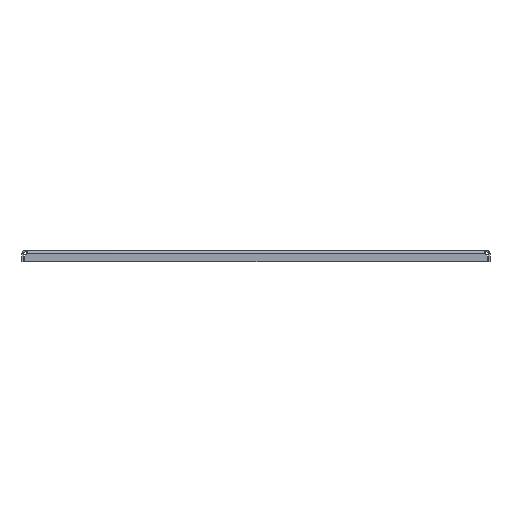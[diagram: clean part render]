
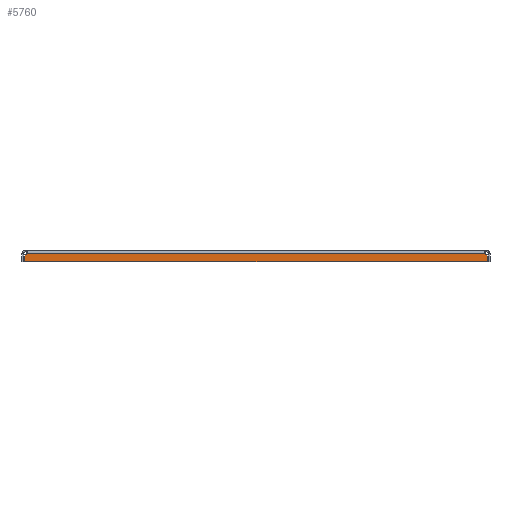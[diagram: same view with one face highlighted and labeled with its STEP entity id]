
A CAD part, left-side view. The second image highlights one B-rep face of the part: STEP entity #5760.
In plain terms, the highlighted planar face has unit normal (-1, 0, 0).
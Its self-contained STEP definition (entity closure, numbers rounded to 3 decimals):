
#406=PLANE('',#6176);
#648=FACE_OUTER_BOUND('',#910,.T.);
#910=EDGE_LOOP('',(#4836,#4837,#4838,#4839,#4840,#4841));
#1704=LINE('',#9410,#2292);
#1705=LINE('',#9414,#2293);
#1706=LINE('',#9416,#2294);
#1707=LINE('',#9417,#2295);
#2292=VECTOR('',#7560,10.);
#2293=VECTOR('',#7563,10.);
#2294=VECTOR('',#7564,10.);
#2295=VECTOR('',#7565,10.);
#2465=CIRCLE('',#6173,3.);
#2467=CIRCLE('',#6177,3.);
#2995=VERTEX_POINT('',#9383);
#2996=VERTEX_POINT('',#9385);
#3001=VERTEX_POINT('',#9409);
#3002=VERTEX_POINT('',#9411);
#3003=VERTEX_POINT('',#9413);
#3004=VERTEX_POINT('',#9415);
#3761=EDGE_CURVE('',#2996,#2995,#2465,.T.);
#3768=EDGE_CURVE('',#2995,#3001,#1704,.T.);
#3769=EDGE_CURVE('',#3001,#3002,#2467,.T.);
#3770=EDGE_CURVE('',#3002,#3003,#1705,.T.);
#3771=EDGE_CURVE('',#3003,#3004,#1706,.T.);
#3772=EDGE_CURVE('',#3004,#2996,#1707,.T.);
#4836=ORIENTED_EDGE('',*,*,#3768,.T.);
#4837=ORIENTED_EDGE('',*,*,#3769,.T.);
#4838=ORIENTED_EDGE('',*,*,#3770,.T.);
#4839=ORIENTED_EDGE('',*,*,#3771,.T.);
#4840=ORIENTED_EDGE('',*,*,#3772,.T.);
#4841=ORIENTED_EDGE('',*,*,#3761,.T.);
#5760=ADVANCED_FACE('',(#648),#406,.T.);
#6173=AXIS2_PLACEMENT_3D('',#9386,#7549,#7550);
#6176=AXIS2_PLACEMENT_3D('',#9408,#7558,#7559);
#6177=AXIS2_PLACEMENT_3D('',#9412,#7561,#7562);
#7549=DIRECTION('center_axis',(1.,0.,0.));
#7550=DIRECTION('ref_axis',(0.,0.,-1.));
#7558=DIRECTION('center_axis',(-1.,0.,0.));
#7559=DIRECTION('ref_axis',(0.,0.,1.));
#7560=DIRECTION('',(0.,1.,0.));
#7561=DIRECTION('center_axis',(1.,0.,0.));
#7562=DIRECTION('ref_axis',(0.,0.,-1.));
#7563=DIRECTION('',(0.,0.,-1.));
#7564=DIRECTION('',(0.,-1.,0.));
#7565=DIRECTION('',(0.,0.,1.));
#9383=CARTESIAN_POINT('',(-225.,-196.222,-1.5));
#9385=CARTESIAN_POINT('',(-225.,-197.439,-2.527));
#9386=CARTESIAN_POINT('Origin',(-225.,-198.696,0.196));
#9408=CARTESIAN_POINT('Origin',(-225.,0.,-3.309));
#9409=CARTESIAN_POINT('',(-225.,196.222,-1.5));
#9410=CARTESIAN_POINT('',(-225.,0.,-1.5));
#9411=CARTESIAN_POINT('',(-225.,197.439,-2.527));
#9412=CARTESIAN_POINT('Origin',(-225.,198.696,0.196));
#9413=CARTESIAN_POINT('',(-225.,197.439,-8.5));
#9414=CARTESIAN_POINT('',(-225.,197.439,-1.5));
#9415=CARTESIAN_POINT('',(-225.,-197.439,-8.5));
#9416=CARTESIAN_POINT('',(-225.,-197.439,-8.5));
#9417=CARTESIAN_POINT('',(-225.,-197.439,-1.5));
